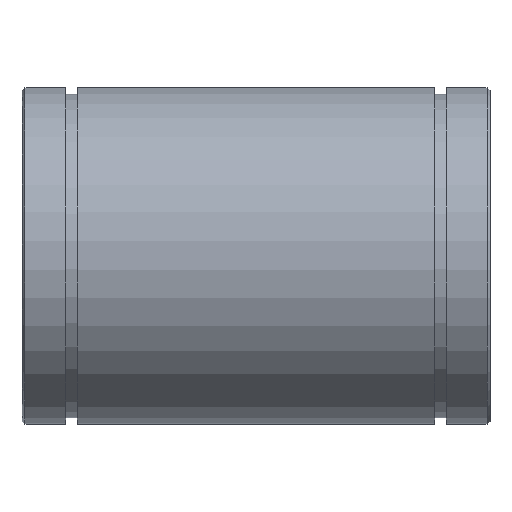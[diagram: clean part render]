
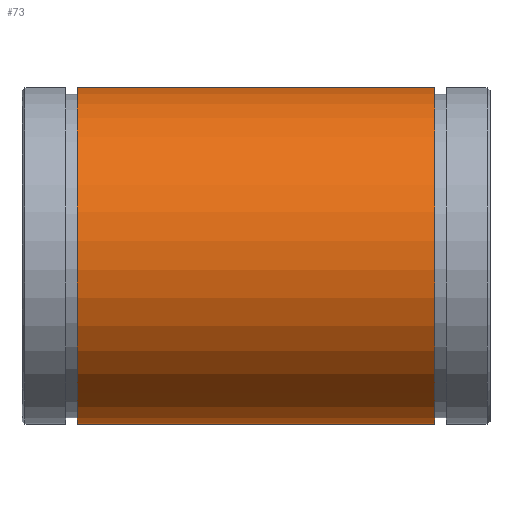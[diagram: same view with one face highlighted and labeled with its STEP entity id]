
A CAD part, top view. The second image highlights one B-rep face of the part: STEP entity #73.
In plain terms, the highlighted cylindrical face has radius 45 mm (diameter 90 mm), a partial arc.
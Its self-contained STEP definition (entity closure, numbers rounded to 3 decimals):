
#73 = ADVANCED_FACE( '', ( #153 ), #154, .T. );
#153 = FACE_OUTER_BOUND( '', #239, .T. );
#154 = CYLINDRICAL_SURFACE( '', #240, 45. );
#239 = EDGE_LOOP( '', ( #318, #319, #320, #321 ) );
#240 = AXIS2_PLACEMENT_3D( '', #322, #323, #324 );
#318 = ORIENTED_EDGE( '', *, *, #544, .T. );
#319 = ORIENTED_EDGE( '', *, *, #545, .F. );
#320 = ORIENTED_EDGE( '', *, *, #546, .F. );
#321 = ORIENTED_EDGE( '', *, *, #547, .T. );
#322 = CARTESIAN_POINT( '', ( 125., 0., 0. ) );
#323 = DIRECTION( '', ( -1., 0., 0. ) );
#324 = DIRECTION( '', ( 0., 0., -1. ) );
#544 = EDGE_CURVE( '', #638, #639, #640, .T. );
#545 = EDGE_CURVE( '', #641, #639, #642, .T. );
#546 = EDGE_CURVE( '', #643, #641, #644, .T. );
#547 = EDGE_CURVE( '', #643, #638, #645, .T. );
#638 = VERTEX_POINT( '', #778 );
#639 = VERTEX_POINT( '', #779 );
#640 = CIRCLE( '', #780, 45. );
#641 = VERTEX_POINT( '', #781 );
#642 = LINE( '', #782, #783 );
#643 = VERTEX_POINT( '', #784 );
#644 = CIRCLE( '', #785, 45. );
#645 = LINE( '', #786, #787 );
#778 = CARTESIAN_POINT( '', ( 14.8, -10.191, -43.831 ) );
#779 = CARTESIAN_POINT( '', ( 14.8, -13.089, -43.054 ) );
#780 = AXIS2_PLACEMENT_3D( '', #954, #955, #956 );
#781 = CARTESIAN_POINT( '', ( 110.2, -13.089, -43.054 ) );
#782 = CARTESIAN_POINT( '', ( 125., -13.089, -43.054 ) );
#783 = VECTOR( '', #957, 1000. );
#784 = CARTESIAN_POINT( '', ( 110.2, -10.191, -43.831 ) );
#785 = AXIS2_PLACEMENT_3D( '', #958, #959, #960 );
#786 = CARTESIAN_POINT( '', ( 125., -10.191, -43.831 ) );
#787 = VECTOR( '', #961, 1000. );
#954 = CARTESIAN_POINT( '', ( 14.8, 0., 0. ) );
#955 = DIRECTION( '', ( 1., 0., 0. ) );
#956 = DIRECTION( '', ( 0., 0., -1. ) );
#957 = DIRECTION( '', ( -1., 0., 0. ) );
#958 = CARTESIAN_POINT( '', ( 110.2, 0., 0. ) );
#959 = DIRECTION( '', ( 1., 0., 0. ) );
#960 = DIRECTION( '', ( 0., 0., -1. ) );
#961 = DIRECTION( '', ( -1., 0., 0. ) );
